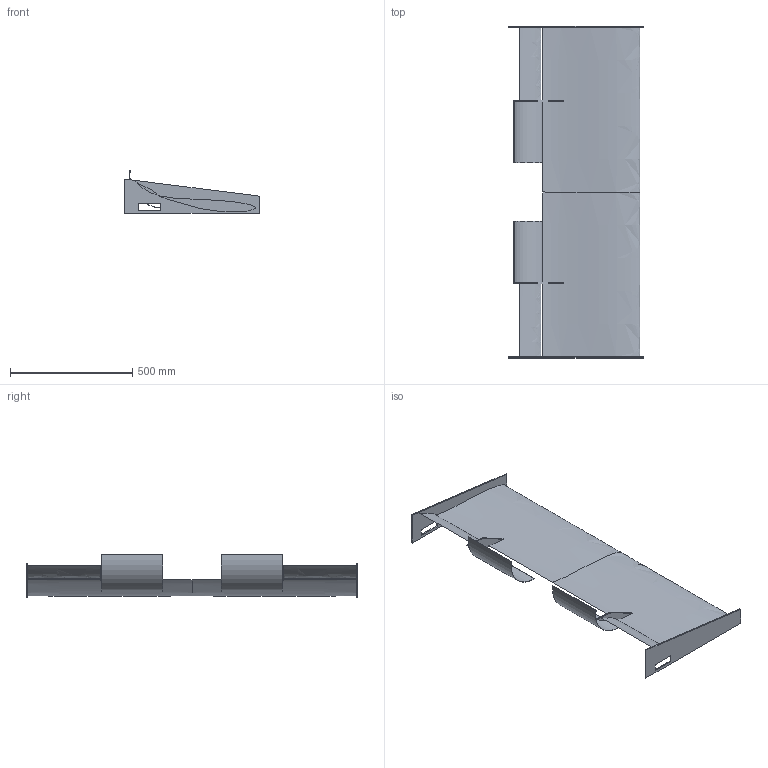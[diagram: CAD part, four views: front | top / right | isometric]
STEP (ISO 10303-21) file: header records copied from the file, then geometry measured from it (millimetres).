
FILE_DESCRIPTION(('CATIA V5 STEP Exchange'),'2;1');
FILE_NAME('Front Wing.stp','2019-11-16T03:33:47+00:00',('none'),('none'),'CATIA Version 5 Release 17 (IN-10)','CATIA V5 STEP AP203','none');
FILE_SCHEMA(('CONFIG_CONTROL_DESIGN'));
Length unit declared in the file: millimetre
Products named in the file (1): Front Wing
Assembly tree (8 placements, depth 2):
  Front Wing
    #56
    #367
    #2070
    #3915
    #4226
    #6071
    #7774
    #7949
Bounding box: 550 x 1360 x 173.94 mm (x, y, z)
Volume: 17050544.6 mm3; surface area: 1759409 mm2
Topology: 8 solids, 8 shells, 58 faces, 120 edges, 80 vertices
Faces by surface type: plane 46, bspline 8, cylinder 4
Entity records: 8099 total; most frequent: CARTESIAN_POINT 6722, ORIENTED_EDGE 240, DIRECTION 228, EDGE_CURVE 120, VECTOR 88, LINE 88, VERTEX_POINT 80, AXIS2_PLACEMENT_3D 74
